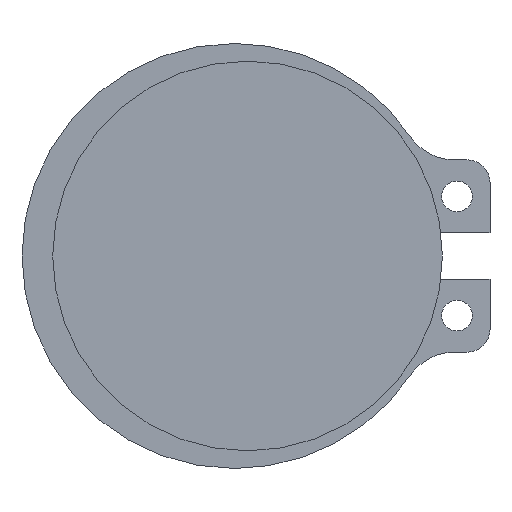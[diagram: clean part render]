
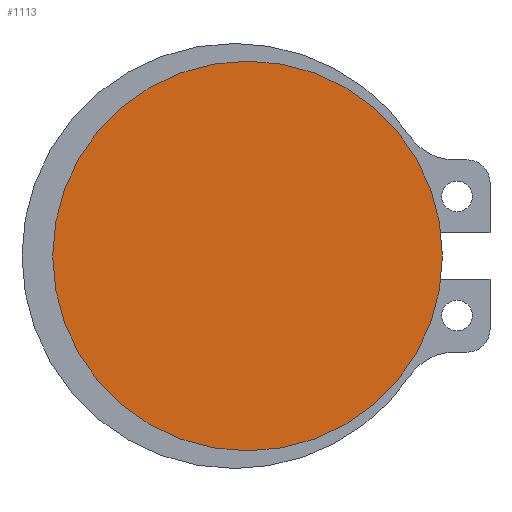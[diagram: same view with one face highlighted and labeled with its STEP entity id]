
A CAD part, left-side view. The second image highlights one B-rep face of the part: STEP entity #1113.
In plain terms, the highlighted planar face has unit normal (-1, 0, 0).
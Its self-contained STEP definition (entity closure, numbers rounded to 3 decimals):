
#3 = DIRECTION ( 'NONE',  ( 0., 0., -1. ) ) ;
#32 = AXIS2_PLACEMENT_3D ( 'NONE', #1196, #71, #997 ) ;
#34 = DIRECTION ( 'NONE',  ( 0., 0., 1. ) ) ;
#49 = AXIS2_PLACEMENT_3D ( 'NONE', #200, #1331, #3 ) ;
#71 = DIRECTION ( 'NONE',  ( -1., 0., 0. ) ) ;
#120 = ORIENTED_EDGE ( 'NONE', *, *, #561, .T. ) ;
#200 = CARTESIAN_POINT ( 'NONE',  ( 0., 0., 0. ) ) ;
#561 = EDGE_CURVE ( 'NONE', #740, #918, #981, .T. ) ;
#601 = EDGE_CURVE ( 'NONE', #918, #740, #1019, .T. ) ;
#728 = FACE_OUTER_BOUND ( 'NONE', #1180, .T. ) ;
#740 = VERTEX_POINT ( 'NONE', #1159 ) ;
#861 = DIRECTION ( 'NONE',  ( -1., 0., 0. ) ) ;
#918 = VERTEX_POINT ( 'NONE', #1318 ) ;
#933 = PLANE ( 'NONE',  #49 ) ;
#981 = CIRCLE ( 'NONE', #32, 12.7 ) ;
#997 = DIRECTION ( 'NONE',  ( 0., 0., 1. ) ) ;
#1019 = CIRCLE ( 'NONE', #1041, 12.7 ) ;
#1041 = AXIS2_PLACEMENT_3D ( 'NONE', #1063, #861, #34 ) ;
#1063 = CARTESIAN_POINT ( 'NONE',  ( 0., 0., 0. ) ) ;
#1113 = ADVANCED_FACE ( 'NONE', ( #728 ), #933, .F. ) ;
#1149 = ORIENTED_EDGE ( 'NONE', *, *, #601, .T. ) ;
#1159 = CARTESIAN_POINT ( 'NONE',  ( 0., 0., -12.7 ) ) ;
#1180 = EDGE_LOOP ( 'NONE', ( #1149, #120 ) ) ;
#1196 = CARTESIAN_POINT ( 'NONE',  ( 0., 0., 0. ) ) ;
#1318 = CARTESIAN_POINT ( 'NONE',  ( 0., 0., 12.7 ) ) ;
#1331 = DIRECTION ( 'NONE',  ( 1., 0., 0. ) ) ;
